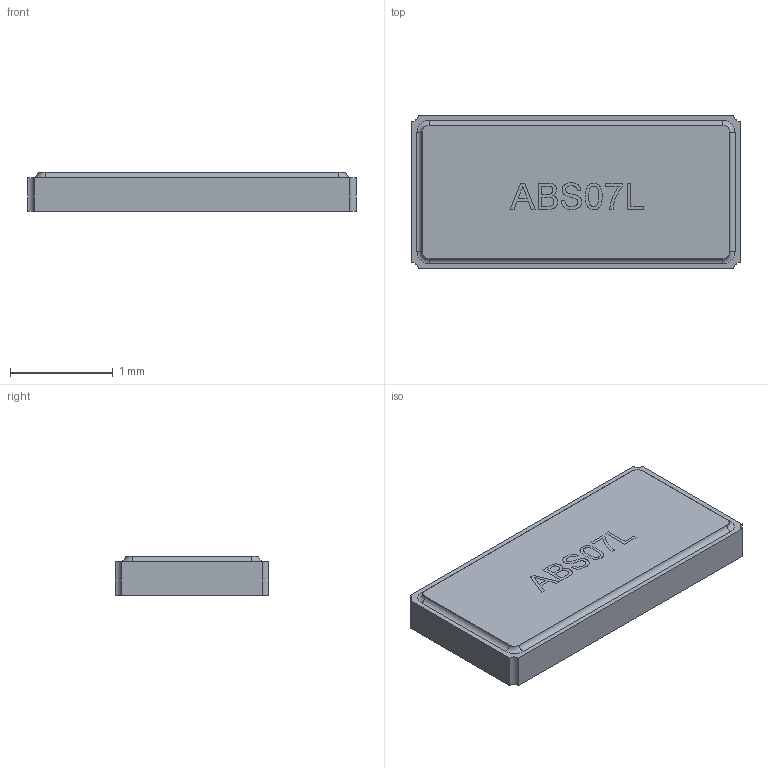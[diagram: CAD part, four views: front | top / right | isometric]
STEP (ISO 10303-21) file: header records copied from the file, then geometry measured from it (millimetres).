
FILE_DESCRIPTION(('FreeCAD Model'),'2;1');
FILE_NAME( 'ABS07L.step', '2016-02-15T16:00:26',('Author'),(''), 'Open CASCADE STEP processor 6.9','FreeCAD','Unknown');
FILE_SCHEMA(('AUTOMOTIVE_DESIGN { 1 0 10303 214 1 1 1 1 }'));
Length unit declared in the file: millimetre
Products named in the file (1): ABS07L
Bounding box: 3.2 x 1.5 x 0.38 mm (x, y, z)
Volume: 1.8 mm3; surface area: 12.9 mm2
Topology: 1 solids, 1 shells, 115 faces, 300 edges, 200 vertices
Faces by surface type: plane 64, bspline 39, cylinder 8, torus 4
Entity records: 11258 total; most frequent: CARTESIAN_POINT 4873, DIRECTION 840, LINE 626, VECTOR 626, ORIENTED_EDGE 600, PCURVE 600, DEFINITIONAL_REPRESENTATION 600, EDGE_CURVE 300
